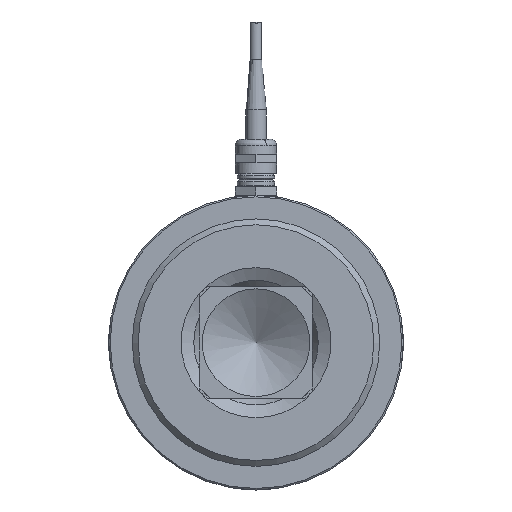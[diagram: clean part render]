
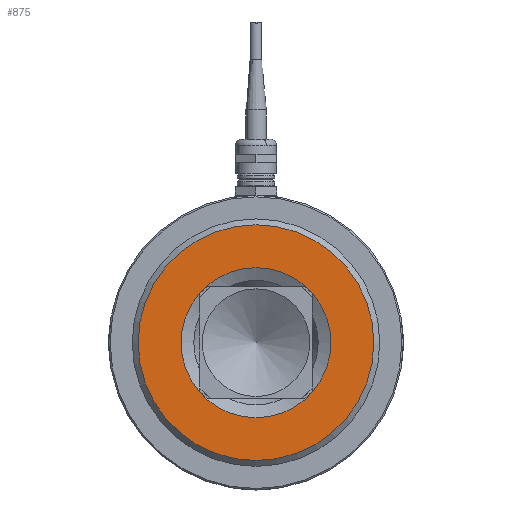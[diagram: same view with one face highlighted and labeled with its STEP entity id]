
A CAD part, left-side view. The second image highlights one B-rep face of the part: STEP entity #875.
In plain terms, the highlighted planar face has unit normal (-1, 0, 0).
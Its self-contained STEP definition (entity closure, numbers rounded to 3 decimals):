
#875 = ADVANCED_FACE( '', ( #1726, #1727 ), #1728, .T. );
#1726 = FACE_OUTER_BOUND( '', #2530, .T. );
#1727 = FACE_BOUND( '', #2531, .T. );
#1728 = PLANE( '', #2532 );
#2530 = EDGE_LOOP( '', ( #4309 ) );
#2531 = EDGE_LOOP( '', ( #4310 ) );
#2532 = AXIS2_PLACEMENT_3D( '', #4311, #4312, #4313 );
#4309 = ORIENTED_EDGE( '', *, *, #4967, .T. );
#4310 = ORIENTED_EDGE( '', *, *, #4405, .F. );
#4311 = CARTESIAN_POINT( '', ( 0., 0., 0. ) );
#4312 = DIRECTION( '', ( -1., 0., 0. ) );
#4313 = DIRECTION( '', ( 0., -1., 0. ) );
#4405 = EDGE_CURVE( '', #5108, #5108, #5109, .T. );
#4967 = EDGE_CURVE( '', #5915, #5915, #5916, .T. );
#5108 = VERTEX_POINT( '', #6149 );
#5109 = CIRCLE( '', #6150, 25.446 );
#5915 = VERTEX_POINT( '', #9234 );
#5916 = CIRCLE( '', #9235, 40. );
#6149 = CARTESIAN_POINT( '', ( 0., 0., 25.446 ) );
#6150 = AXIS2_PLACEMENT_3D( '', #9667, #9668, #9669 );
#9234 = CARTESIAN_POINT( '', ( 0., -40., 0. ) );
#9235 = AXIS2_PLACEMENT_3D( '', #10079, #10080, #10081 );
#9667 = CARTESIAN_POINT( '', ( 0., 0., 0. ) );
#9668 = DIRECTION( '', ( -1., 0., 0. ) );
#9669 = DIRECTION( '', ( 0., 0., 1. ) );
#10079 = CARTESIAN_POINT( '', ( 0., 0., 0. ) );
#10080 = DIRECTION( '', ( -1., 0., 0. ) );
#10081 = DIRECTION( '', ( 0., -1., 0. ) );
